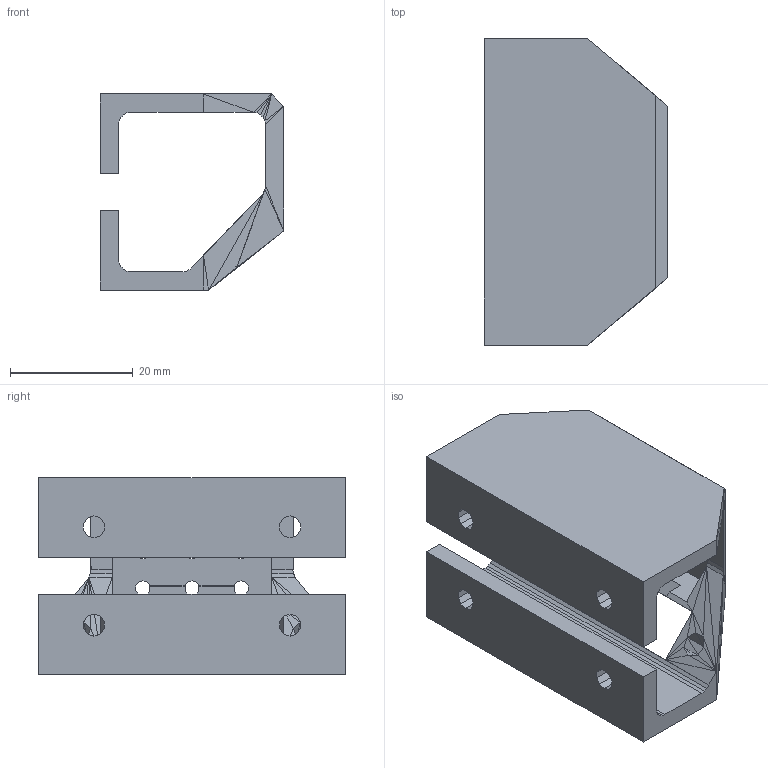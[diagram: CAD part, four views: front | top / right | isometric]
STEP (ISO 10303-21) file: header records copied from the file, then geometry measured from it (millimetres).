
FILE_DESCRIPTION(('FreeCAD Model'),'2;1');
FILE_NAME('antebrazo.step', '2014-09-10T13:50:47',('FreeCAD'),('FreeCAD'), 'Open CASCADE STEP processor 6.5','FreeCAD','Unknown');
FILE_SCHEMA(('AUTOMOTIVE_DESIGN_CC2 { 1 2 10303 214 -1 1 5 4 }'));
Length unit declared in the file: millimetre
Products named in the file (1): antebrazo002
Bounding box: 30 x 50 x 32 mm (x, y, z)
Surface area: 9833.5 mm2 (no closed solid volume)
Topology: 0 solids, 1 shells, 326 faces, 753 edges, 418 vertices
Faces by surface type: plane 326
Entity records: 18373 total; most frequent: CARTESIAN_POINT 3206, DIRECTION 2711, LINE 2057, VECTOR 2057, ORIENTED_EDGE 1506, PCURVE 1506, DEFINITIONAL_REPRESENTATION 1506, EDGE_CURVE 753
